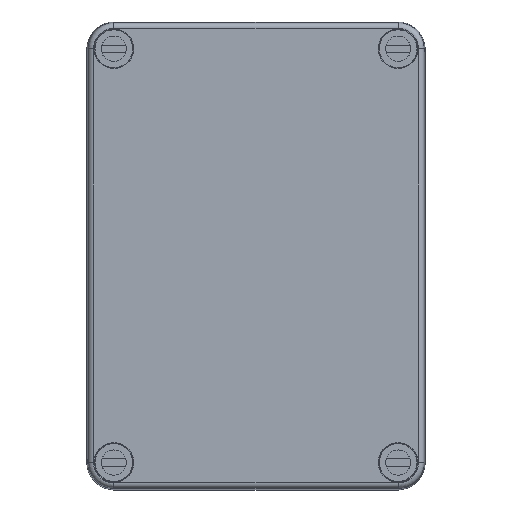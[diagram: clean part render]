
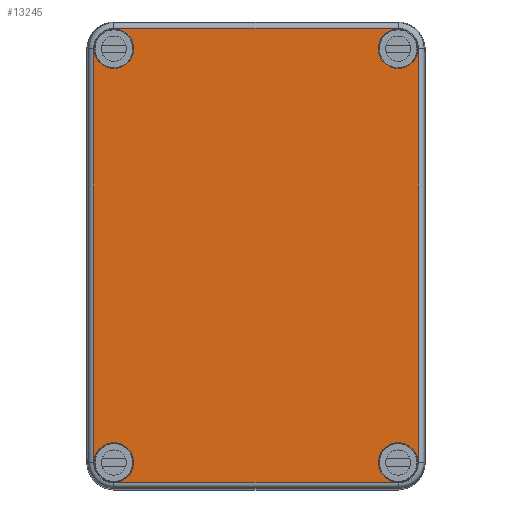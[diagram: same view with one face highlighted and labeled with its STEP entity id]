
A CAD part, top view. The second image highlights one B-rep face of the part: STEP entity #13245.
In plain terms, the highlighted planar face has unit normal (0, 0, 1).
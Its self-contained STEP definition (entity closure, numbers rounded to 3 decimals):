
#111 = DIRECTION ( 'NONE',  ( -1., 0., 0. ) ) ;
#534 = CARTESIAN_POINT ( 'NONE',  ( -39.5, -63.173, 39. ) ) ;
#580 = CARTESIAN_POINT ( 'NONE',  ( 39.5, -63.173, 39. ) ) ;
#771 = EDGE_CURVE ( 'NONE', #23235, #11275, #19416, .T. ) ;
#896 = AXIS2_PLACEMENT_3D ( 'NONE', #5466, #18127, #7267 ) ;
#987 = CARTESIAN_POINT ( 'NONE',  ( 39.5, 63.173, 39. ) ) ;
#1072 = ORIENTED_EDGE ( 'NONE', *, *, #12579, .F. ) ;
#1126 = CARTESIAN_POINT ( 'NONE',  ( -34., 57.5, 39. ) ) ;
#1214 = CIRCLE ( 'NONE', #2997, 5.673 ) ;
#1657 = ORIENTED_EDGE ( 'NONE', *, *, #11522, .T. ) ;
#1675 = VECTOR ( 'NONE', #4858, 1000. ) ;
#1692 = EDGE_LOOP ( 'NONE', ( #4743, #1657 ) ) ;
#1758 = CIRCLE ( 'NONE', #896, 5.5 ) ;
#1792 = CARTESIAN_POINT ( 'NONE',  ( 34., -57.5, 39. ) ) ;
#1887 = LINE ( 'NONE', #7747, #11509 ) ;
#2190 = CARTESIAN_POINT ( 'NONE',  ( 39.5, -57.5, 39. ) ) ;
#2279 = VERTEX_POINT ( 'NONE', #1126 ) ;
#2625 = AXIS2_PLACEMENT_3D ( 'NONE', #21580, #10731, #23398 ) ;
#2651 = EDGE_CURVE ( 'NONE', #12142, #13292, #1887, .T. ) ;
#2771 = AXIS2_PLACEMENT_3D ( 'NONE', #10442, #23101, #12256 ) ;
#2997 = AXIS2_PLACEMENT_3D ( 'NONE', #17929, #7095, #19746 ) ;
#3025 = LINE ( 'NONE', #3496, #10957 ) ;
#3137 = EDGE_LOOP ( 'NONE', ( #17060, #7679 ) ) ;
#3351 = LINE ( 'NONE', #987, #17237 ) ;
#3496 = CARTESIAN_POINT ( 'NONE',  ( -45.173, 57.5, 39. ) ) ;
#3813 = CIRCLE ( 'NONE', #10042, 5.673 ) ;
#4010 = DIRECTION ( 'NONE',  ( -1., 0., 0. ) ) ;
#4266 = ORIENTED_EDGE ( 'NONE', *, *, #15876, .T. ) ;
#4546 = CIRCLE ( 'NONE', #20468, 5.5 ) ;
#4676 = VERTEX_POINT ( 'NONE', #6802 ) ;
#4743 = ORIENTED_EDGE ( 'NONE', *, *, #22276, .T. ) ;
#4858 = DIRECTION ( 'NONE',  ( -1., 0., 0. ) ) ;
#4867 = CIRCLE ( 'NONE', #11138, 5.673 ) ;
#5321 = DIRECTION ( 'NONE',  ( 0., 0., -1. ) ) ;
#5412 = CARTESIAN_POINT ( 'NONE',  ( 45.173, 57.5, 39. ) ) ;
#5466 = CARTESIAN_POINT ( 'NONE',  ( 39.5, 57.5, 39. ) ) ;
#5650 = VERTEX_POINT ( 'NONE', #580 ) ;
#6260 = VERTEX_POINT ( 'NONE', #16541 ) ;
#6286 = ORIENTED_EDGE ( 'NONE', *, *, #17095, .T. ) ;
#6645 = CARTESIAN_POINT ( 'NONE',  ( 34., 57.5, 39. ) ) ;
#6802 = CARTESIAN_POINT ( 'NONE',  ( -45., -57.5, 39. ) ) ;
#6818 = ORIENTED_EDGE ( 'NONE', *, *, #17127, .T. ) ;
#7042 = CARTESIAN_POINT ( 'NONE',  ( 39.5, -57.5, 39. ) ) ;
#7064 = ORIENTED_EDGE ( 'NONE', *, *, #14821, .F. ) ;
#7095 = DIRECTION ( 'NONE',  ( 0., 0., 1. ) ) ;
#7173 = DIRECTION ( 'NONE',  ( 0., 0., -1. ) ) ;
#7203 = DIRECTION ( 'NONE',  ( -1., 0., 0. ) ) ;
#7211 = CIRCLE ( 'NONE', #22924, 5.5 ) ;
#7267 = DIRECTION ( 'NONE',  ( -1., 0., 0. ) ) ;
#7303 = FACE_BOUND ( 'NONE', #18707, .T. ) ;
#7618 = LINE ( 'NONE', #15687, #1675 ) ;
#7679 = ORIENTED_EDGE ( 'NONE', *, *, #22936, .T. ) ;
#7698 = EDGE_CURVE ( 'NONE', #22646, #12142, #4867, .T. ) ;
#7747 = CARTESIAN_POINT ( 'NONE',  ( 45.173, 57.5, 39. ) ) ;
#7855 = EDGE_LOOP ( 'NONE', ( #18371, #22989 ) ) ;
#8037 = DIRECTION ( 'NONE',  ( 0., 0., -1. ) ) ;
#8556 = DIRECTION ( 'NONE',  ( 0., 0., -1. ) ) ;
#8863 = DIRECTION ( 'NONE',  ( 1., 0., 0. ) ) ;
#8924 = CARTESIAN_POINT ( 'NONE',  ( -34., -57.5, 39. ) ) ;
#8986 = VERTEX_POINT ( 'NONE', #8924 ) ;
#9623 = DIRECTION ( 'NONE',  ( 0., 0., -1. ) ) ;
#9637 = EDGE_CURVE ( 'NONE', #17858, #6260, #1214, .T. ) ;
#9907 = ORIENTED_EDGE ( 'NONE', *, *, #9637, .T. ) ;
#10018 = EDGE_CURVE ( 'NONE', #17696, #20521, #1758, .T. ) ;
#10042 = AXIS2_PLACEMENT_3D ( 'NONE', #7042, #19698, #8863 ) ;
#10316 = DIRECTION ( 'NONE',  ( 0., 0., -1. ) ) ;
#10442 = CARTESIAN_POINT ( 'NONE',  ( -39.5, 57.5, 39. ) ) ;
#10668 = CARTESIAN_POINT ( 'NONE',  ( -45.173, -57.5, 39. ) ) ;
#10731 = DIRECTION ( 'NONE',  ( 0., 0., -1. ) ) ;
#10830 = ORIENTED_EDGE ( 'NONE', *, *, #7698, .F. ) ;
#10950 = DIRECTION ( 'NONE',  ( 0., 0., -1. ) ) ;
#10957 = VECTOR ( 'NONE', #23371, 1000. ) ;
#11138 = AXIS2_PLACEMENT_3D ( 'NONE', #18894, #8037, #20704 ) ;
#11144 = CIRCLE ( 'NONE', #2625, 5.5 ) ;
#11244 = ORIENTED_EDGE ( 'NONE', *, *, #2651, .F. ) ;
#11275 = VERTEX_POINT ( 'NONE', #20288 ) ;
#11509 = VECTOR ( 'NONE', #20403, 1000. ) ;
#11517 = CARTESIAN_POINT ( 'NONE',  ( 39.5, 63.173, 39. ) ) ;
#11522 = EDGE_CURVE ( 'NONE', #21557, #2279, #4546, .T. ) ;
#11898 = ORIENTED_EDGE ( 'NONE', *, *, #15141, .T. ) ;
#12104 = FACE_BOUND ( 'NONE', #7855, .T. ) ;
#12142 = VERTEX_POINT ( 'NONE', #5412 ) ;
#12256 = DIRECTION ( 'NONE',  ( -1., 0., 0. ) ) ;
#12372 = EDGE_CURVE ( 'NONE', #11275, #23235, #15840, .T. ) ;
#12579 = EDGE_CURVE ( 'NONE', #5650, #15009, #7618, .T. ) ;
#12692 = FACE_BOUND ( 'NONE', #1692, .T. ) ;
#13245 = ADVANCED_FACE ( 'NONE', ( #12104, #16941, #21757, #12692, #7303 ), #18057, .F. ) ;
#13292 = VERTEX_POINT ( 'NONE', #14501 ) ;
#13654 = DIRECTION ( 'NONE',  ( -1., 0., 0. ) ) ;
#13682 = EDGE_LOOP ( 'NONE', ( #23107, #11244, #10830, #11898, #9907, #4266, #7064, #1072 ) ) ;
#14115 = AXIS2_PLACEMENT_3D ( 'NONE', #2190, #14855, #4010 ) ;
#14501 = CARTESIAN_POINT ( 'NONE',  ( 45.173, -57.5, 39. ) ) ;
#14597 = CIRCLE ( 'NONE', #2771, 5.5 ) ;
#14821 = EDGE_CURVE ( 'NONE', #15009, #20675, #15545, .T. ) ;
#14855 = DIRECTION ( 'NONE',  ( 0., 0., -1. ) ) ;
#15009 = VERTEX_POINT ( 'NONE', #534 ) ;
#15141 = EDGE_CURVE ( 'NONE', #22646, #17858, #3351, .T. ) ;
#15358 = AXIS2_PLACEMENT_3D ( 'NONE', #20445, #9623, #22275 ) ;
#15530 = CARTESIAN_POINT ( 'NONE',  ( -45., 57.5, 39. ) ) ;
#15545 = CIRCLE ( 'NONE', #19699, 5.673 ) ;
#15687 = CARTESIAN_POINT ( 'NONE',  ( 39.5, -63.173, 39. ) ) ;
#15840 = CIRCLE ( 'NONE', #15358, 5.5 ) ;
#15876 = EDGE_CURVE ( 'NONE', #6260, #20675, #3025, .T. ) ;
#15983 = AXIS2_PLACEMENT_3D ( 'NONE', #16245, #5321, #7203 ) ;
#16245 = CARTESIAN_POINT ( 'NONE',  ( -45.173, 57.5, 39. ) ) ;
#16541 = CARTESIAN_POINT ( 'NONE',  ( -45.173, 57.5, 39. ) ) ;
#16851 = AXIS2_PLACEMENT_3D ( 'NONE', #18013, #7173, #19844 ) ;
#16941 = FACE_BOUND ( 'NONE', #3137, .T. ) ;
#17060 = ORIENTED_EDGE ( 'NONE', *, *, #10018, .T. ) ;
#17095 = EDGE_CURVE ( 'NONE', #8986, #4676, #17984, .T. ) ;
#17127 = EDGE_CURVE ( 'NONE', #4676, #8986, #7211, .T. ) ;
#17237 = VECTOR ( 'NONE', #13654, 1000. ) ;
#17696 = VERTEX_POINT ( 'NONE', #22985 ) ;
#17858 = VERTEX_POINT ( 'NONE', #23307 ) ;
#17929 = CARTESIAN_POINT ( 'NONE',  ( -39.5, 57.5, 39. ) ) ;
#17984 = CIRCLE ( 'NONE', #16851, 5.5 ) ;
#18013 = CARTESIAN_POINT ( 'NONE',  ( -39.5, -57.5, 39. ) ) ;
#18057 = PLANE ( 'NONE',  #15983 ) ;
#18127 = DIRECTION ( 'NONE',  ( 0., 0., -1. ) ) ;
#18371 = ORIENTED_EDGE ( 'NONE', *, *, #12372, .T. ) ;
#18707 = EDGE_LOOP ( 'NONE', ( #6286, #6818 ) ) ;
#18894 = CARTESIAN_POINT ( 'NONE',  ( 39.5, 57.5, 39. ) ) ;
#19381 = CARTESIAN_POINT ( 'NONE',  ( -39.5, -57.5, 39. ) ) ;
#19416 = CIRCLE ( 'NONE', #14115, 5.5 ) ;
#19698 = DIRECTION ( 'NONE',  ( 0., 0., 1. ) ) ;
#19699 = AXIS2_PLACEMENT_3D ( 'NONE', #19381, #8556, #21225 ) ;
#19746 = DIRECTION ( 'NONE',  ( 1., 0., 0. ) ) ;
#19844 = DIRECTION ( 'NONE',  ( -1., 0., 0. ) ) ;
#20288 = CARTESIAN_POINT ( 'NONE',  ( 45., -57.5, 39. ) ) ;
#20403 = DIRECTION ( 'NONE',  ( 0., -1., 0. ) ) ;
#20445 = CARTESIAN_POINT ( 'NONE',  ( 39.5, -57.5, 39. ) ) ;
#20468 = AXIS2_PLACEMENT_3D ( 'NONE', #21172, #10316, #22994 ) ;
#20521 = VERTEX_POINT ( 'NONE', #6645 ) ;
#20675 = VERTEX_POINT ( 'NONE', #10668 ) ;
#20704 = DIRECTION ( 'NONE',  ( -1., 0., 0. ) ) ;
#21172 = CARTESIAN_POINT ( 'NONE',  ( -39.5, 57.5, 39. ) ) ;
#21225 = DIRECTION ( 'NONE',  ( -1., 0., 0. ) ) ;
#21557 = VERTEX_POINT ( 'NONE', #15530 ) ;
#21580 = CARTESIAN_POINT ( 'NONE',  ( 39.5, 57.5, 39. ) ) ;
#21757 = FACE_OUTER_BOUND ( 'NONE', #13682, .T. ) ;
#21819 = CARTESIAN_POINT ( 'NONE',  ( -39.5, -57.5, 39. ) ) ;
#22275 = DIRECTION ( 'NONE',  ( -1., 0., 0. ) ) ;
#22276 = EDGE_CURVE ( 'NONE', #2279, #21557, #14597, .T. ) ;
#22364 = EDGE_CURVE ( 'NONE', #5650, #13292, #3813, .T. ) ;
#22646 = VERTEX_POINT ( 'NONE', #11517 ) ;
#22924 = AXIS2_PLACEMENT_3D ( 'NONE', #21819, #10950, #111 ) ;
#22936 = EDGE_CURVE ( 'NONE', #20521, #17696, #11144, .T. ) ;
#22985 = CARTESIAN_POINT ( 'NONE',  ( 45., 57.5, 39. ) ) ;
#22989 = ORIENTED_EDGE ( 'NONE', *, *, #771, .T. ) ;
#22994 = DIRECTION ( 'NONE',  ( -1., 0., 0. ) ) ;
#23101 = DIRECTION ( 'NONE',  ( 0., 0., -1. ) ) ;
#23107 = ORIENTED_EDGE ( 'NONE', *, *, #22364, .T. ) ;
#23235 = VERTEX_POINT ( 'NONE', #1792 ) ;
#23307 = CARTESIAN_POINT ( 'NONE',  ( -39.5, 63.173, 39. ) ) ;
#23371 = DIRECTION ( 'NONE',  ( 0., -1., 0. ) ) ;
#23398 = DIRECTION ( 'NONE',  ( -1., 0., 0. ) ) ;
